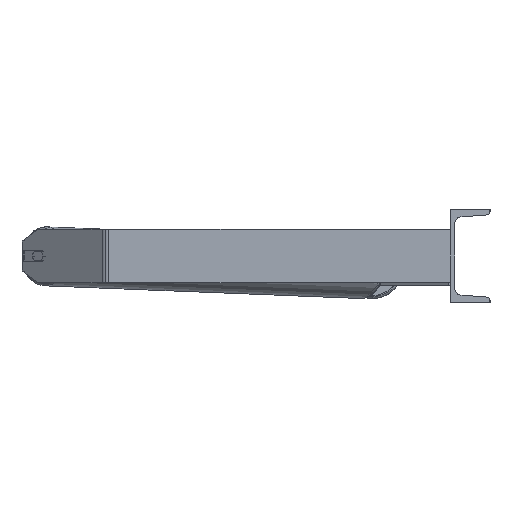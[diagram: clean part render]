
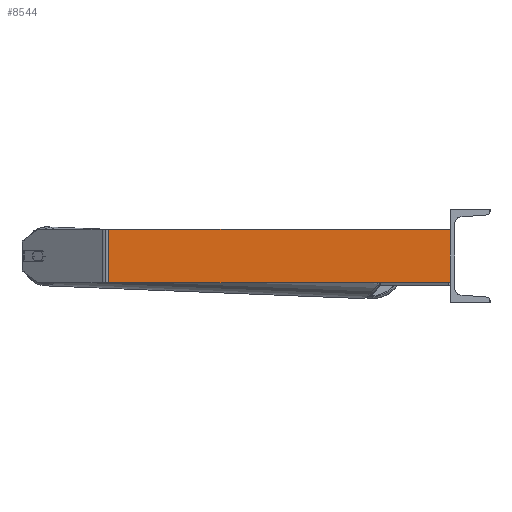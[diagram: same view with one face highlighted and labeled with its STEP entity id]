
A CAD part, left-side view. The second image highlights one B-rep face of the part: STEP entity #8544.
In plain terms, the highlighted planar face has unit normal (-1, 0, 0).
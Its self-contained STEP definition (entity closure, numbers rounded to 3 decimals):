
#38 = CARTESIAN_POINT ( 'NONE',  ( -1085., 514.756, 40. ) ) ;
#124 = VERTEX_POINT ( 'NONE', #2177 ) ;
#290 = EDGE_LOOP ( 'NONE', ( #2431, #5033, #5845, #1139 ) ) ;
#453 = VECTOR ( 'NONE', #6982, 1000. ) ;
#576 = VERTEX_POINT ( 'NONE', #8795 ) ;
#625 = LINE ( 'NONE', #38, #453 ) ;
#782 = VECTOR ( 'NONE', #868, 1000. ) ;
#861 = PLANE ( 'NONE',  #1094 ) ;
#868 = DIRECTION ( 'NONE',  ( 0., -1., 0. ) ) ;
#1094 = AXIS2_PLACEMENT_3D ( 'NONE', #8527, #3000, #5727 ) ;
#1139 = ORIENTED_EDGE ( 'NONE', *, *, #3925, .T. ) ;
#1327 = EDGE_CURVE ( 'NONE', #4351, #576, #2453, .T. ) ;
#1436 = CARTESIAN_POINT ( 'NONE',  ( -1085., 520.579, 40. ) ) ;
#1810 = VECTOR ( 'NONE', #1945, 1000. ) ;
#1945 = DIRECTION ( 'NONE',  ( 0., 0., -1. ) ) ;
#2177 = CARTESIAN_POINT ( 'NONE',  ( -1085., 514.756, -40. ) ) ;
#2431 = ORIENTED_EDGE ( 'NONE', *, *, #8256, .T. ) ;
#2453 = LINE ( 'NONE', #1436, #782 ) ;
#3000 = DIRECTION ( 'NONE',  ( 1., 0., 0. ) ) ;
#3241 = CARTESIAN_POINT ( 'NONE',  ( -1085., 0., 40. ) ) ;
#3300 = CARTESIAN_POINT ( 'NONE',  ( -1085., 514.756, 40. ) ) ;
#3925 = EDGE_CURVE ( 'NONE', #4351, #124, #625, .T. ) ;
#3931 = LINE ( 'NONE', #3241, #1810 ) ;
#4149 = VERTEX_POINT ( 'NONE', #5595 ) ;
#4351 = VERTEX_POINT ( 'NONE', #3300 ) ;
#5033 = ORIENTED_EDGE ( 'NONE', *, *, #7980, .F. ) ;
#5189 = CARTESIAN_POINT ( 'NONE',  ( -1085., 520.579, -40. ) ) ;
#5595 = CARTESIAN_POINT ( 'NONE',  ( -1085., 0., -40. ) ) ;
#5727 = DIRECTION ( 'NONE',  ( 0., 0., -1. ) ) ;
#5845 = ORIENTED_EDGE ( 'NONE', *, *, #1327, .F. ) ;
#5871 = LINE ( 'NONE', #5189, #7318 ) ;
#6467 = DIRECTION ( 'NONE',  ( 0., -1., 0. ) ) ;
#6982 = DIRECTION ( 'NONE',  ( 0., 0., -1. ) ) ;
#7318 = VECTOR ( 'NONE', #6467, 1000. ) ;
#7822 = FACE_OUTER_BOUND ( 'NONE', #290, .T. ) ;
#7980 = EDGE_CURVE ( 'NONE', #576, #4149, #3931, .T. ) ;
#8256 = EDGE_CURVE ( 'NONE', #124, #4149, #5871, .T. ) ;
#8527 = CARTESIAN_POINT ( 'NONE',  ( -1085., 520.579, 40. ) ) ;
#8544 = ADVANCED_FACE ( 'NONE', ( #7822 ), #861, .F. ) ;
#8795 = CARTESIAN_POINT ( 'NONE',  ( -1085., 0., 40. ) ) ;
